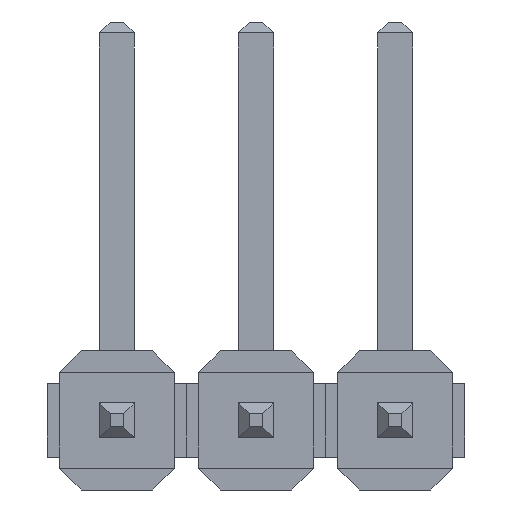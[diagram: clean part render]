
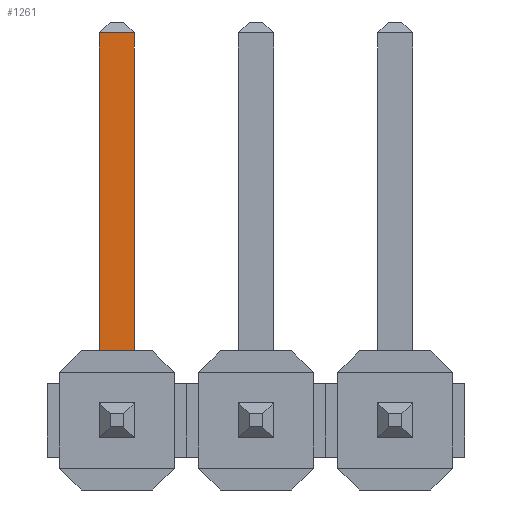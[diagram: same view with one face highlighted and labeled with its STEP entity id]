
A CAD part, front view. The second image highlights one B-rep face of the part: STEP entity #1261.
In plain terms, the highlighted planar face has unit normal (0, -1, 0).
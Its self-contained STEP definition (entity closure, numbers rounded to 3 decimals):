
#167 = CARTESIAN_POINT ( 'NONE',  ( -0.32, 5.43, 7.07 ) ) ;
#285 = CARTESIAN_POINT ( 'NONE',  ( -0.32, 5.43, 1.27 ) ) ;
#692 = FACE_OUTER_BOUND ( 'NONE', #1220, .T. ) ;
#997 = VERTEX_POINT ( 'NONE', #6100 ) ;
#1043 = DIRECTION ( 'NONE',  ( 0., 0., -1. ) ) ;
#1102 = VECTOR ( 'NONE', #1664, 1000. ) ;
#1197 = DIRECTION ( 'NONE',  ( 0., -1., 0. ) ) ;
#1220 = EDGE_LOOP ( 'NONE', ( #1533, #2343, #4490, #2136 ) ) ;
#1261 = ADVANCED_FACE ( 'NONE', ( #692 ), #5939, .T. ) ;
#1533 = ORIENTED_EDGE ( 'NONE', *, *, #3473, .T. ) ;
#1618 = VECTOR ( 'NONE', #5067, 1000. ) ;
#1634 = AXIS2_PLACEMENT_3D ( 'NONE', #2055, #1197, #1043 ) ;
#1664 = DIRECTION ( 'NONE',  ( 0., 0., 1. ) ) ;
#1684 = VECTOR ( 'NONE', #4678, 1000. ) ;
#1722 = CARTESIAN_POINT ( 'NONE',  ( -0.32, 5.43, 1.27 ) ) ;
#1841 = VERTEX_POINT ( 'NONE', #2042 ) ;
#2042 = CARTESIAN_POINT ( 'NONE',  ( 0.32, 5.43, 7.07 ) ) ;
#2055 = CARTESIAN_POINT ( 'NONE',  ( -0.32, 5.43, 1.27 ) ) ;
#2136 = ORIENTED_EDGE ( 'NONE', *, *, #4844, .T. ) ;
#2343 = ORIENTED_EDGE ( 'NONE', *, *, #3870, .T. ) ;
#2584 = LINE ( 'NONE', #5311, #4048 ) ;
#3473 = EDGE_CURVE ( 'NONE', #5935, #1841, #6002, .T. ) ;
#3775 = DIRECTION ( 'NONE',  ( 1., 0., 0. ) ) ;
#3870 = EDGE_CURVE ( 'NONE', #1841, #997, #4481, .T. ) ;
#4015 = EDGE_CURVE ( 'NONE', #4072, #997, #5726, .T. ) ;
#4048 = VECTOR ( 'NONE', #3775, 1000. ) ;
#4072 = VERTEX_POINT ( 'NONE', #285 ) ;
#4481 = LINE ( 'NONE', #167, #1618 ) ;
#4490 = ORIENTED_EDGE ( 'NONE', *, *, #4015, .F. ) ;
#4678 = DIRECTION ( 'NONE',  ( 0., 0., 1. ) ) ;
#4844 = EDGE_CURVE ( 'NONE', #4072, #5935, #2584, .T. ) ;
#5067 = DIRECTION ( 'NONE',  ( -1., 0., 0. ) ) ;
#5205 = CARTESIAN_POINT ( 'NONE',  ( 0.32, 5.43, 1.27 ) ) ;
#5311 = CARTESIAN_POINT ( 'NONE',  ( -0.32, 5.43, 1.27 ) ) ;
#5726 = LINE ( 'NONE', #1722, #1684 ) ;
#5935 = VERTEX_POINT ( 'NONE', #5965 ) ;
#5939 = PLANE ( 'NONE',  #1634 ) ;
#5965 = CARTESIAN_POINT ( 'NONE',  ( 0.32, 5.43, 1.27 ) ) ;
#6002 = LINE ( 'NONE', #5205, #1102 ) ;
#6100 = CARTESIAN_POINT ( 'NONE',  ( -0.32, 5.43, 7.07 ) ) ;
